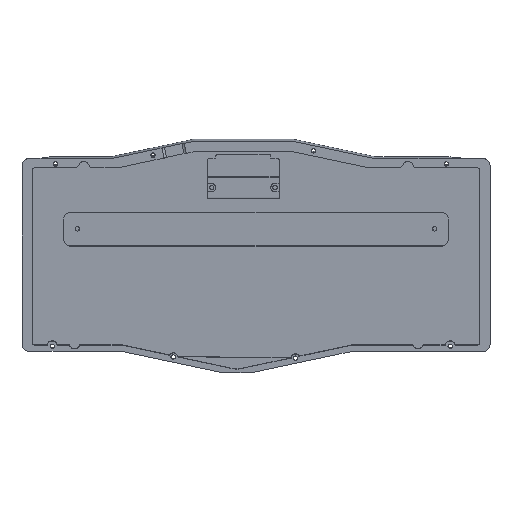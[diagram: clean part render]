
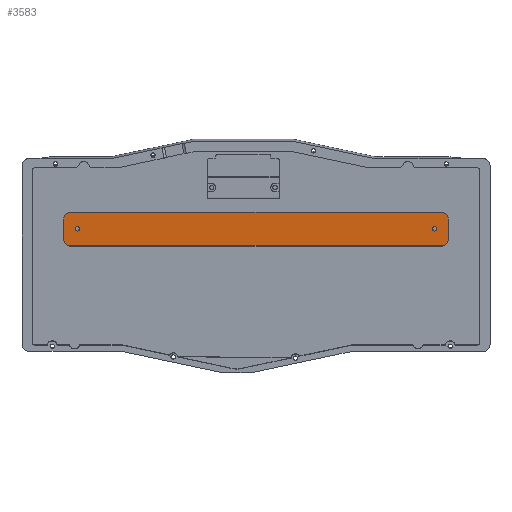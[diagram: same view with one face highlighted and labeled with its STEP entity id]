
A CAD part, top view. The second image highlights one B-rep face of the part: STEP entity #3583.
In plain terms, the highlighted planar face has unit normal (0, -0.104, 0.995).
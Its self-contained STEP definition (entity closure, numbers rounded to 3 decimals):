
#87=FACE_BOUND('',#433,.T.);
#88=FACE_BOUND('',#434,.T.);
#121=PLANE('',#3808);
#225=FACE_OUTER_BOUND('',#432,.T.);
#432=EDGE_LOOP('',(#2409,#2410,#2411,#2412,#2413,#2414,#2415,#2416));
#433=EDGE_LOOP('',(#2417));
#434=EDGE_LOOP('',(#2418));
#671=LINE('',#5365,#997);
#676=LINE('',#5379,#1002);
#677=LINE('',#5381,#1003);
#678=LINE('',#5385,#1004);
#997=VECTOR('',#4221,10.);
#1002=VECTOR('',#4234,10.);
#1003=VECTOR('',#4235,10.);
#1004=VECTOR('',#4238,10.);
#1321=CIRCLE('',#3802,5.);
#1323=CIRCLE('',#3806,5.);
#1325=CIRCLE('',#3809,5.);
#1326=CIRCLE('',#3810,5.);
#1327=CIRCLE('',#3811,1.6);
#1328=CIRCLE('',#3812,1.6);
#1489=VERTEX_POINT('',#5355);
#1490=VERTEX_POINT('',#5356);
#1493=VERTEX_POINT('',#5364);
#1495=VERTEX_POINT('',#5370);
#1496=VERTEX_POINT('',#5371);
#1499=VERTEX_POINT('',#5380);
#1500=VERTEX_POINT('',#5382);
#1501=VERTEX_POINT('',#5384);
#1502=VERTEX_POINT('',#5387);
#1503=VERTEX_POINT('',#5389);
#1849=EDGE_CURVE('',#1489,#1490,#1321,.T.);
#1853=EDGE_CURVE('',#1489,#1493,#671,.T.);
#1856=EDGE_CURVE('',#1495,#1496,#1323,.T.);
#1860=EDGE_CURVE('',#1495,#1490,#676,.T.);
#1861=EDGE_CURVE('',#1499,#1496,#677,.T.);
#1862=EDGE_CURVE('',#1499,#1500,#1325,.T.);
#1863=EDGE_CURVE('',#1501,#1500,#678,.T.);
#1864=EDGE_CURVE('',#1501,#1493,#1326,.T.);
#1865=EDGE_CURVE('',#1502,#1502,#1327,.T.);
#1866=EDGE_CURVE('',#1503,#1503,#1328,.T.);
#2409=ORIENTED_EDGE('',*,*,#1849,.T.);
#2410=ORIENTED_EDGE('',*,*,#1860,.F.);
#2411=ORIENTED_EDGE('',*,*,#1856,.T.);
#2412=ORIENTED_EDGE('',*,*,#1861,.F.);
#2413=ORIENTED_EDGE('',*,*,#1862,.T.);
#2414=ORIENTED_EDGE('',*,*,#1863,.F.);
#2415=ORIENTED_EDGE('',*,*,#1864,.T.);
#2416=ORIENTED_EDGE('',*,*,#1853,.F.);
#2417=ORIENTED_EDGE('',*,*,#1865,.T.);
#2418=ORIENTED_EDGE('',*,*,#1866,.T.);
#3583=ADVANCED_FACE('',(#225,#87,#88),#121,.F.);
#3802=AXIS2_PLACEMENT_3D('',#5357,#4213,#4214);
#3806=AXIS2_PLACEMENT_3D('',#5372,#4226,#4227);
#3808=AXIS2_PLACEMENT_3D('',#5378,#4232,#4233);
#3809=AXIS2_PLACEMENT_3D('',#5383,#4236,#4237);
#3810=AXIS2_PLACEMENT_3D('',#5386,#4239,#4240);
#3811=AXIS2_PLACEMENT_3D('',#5388,#4241,#4242);
#3812=AXIS2_PLACEMENT_3D('',#5390,#4243,#4244);
#4213=DIRECTION('center_axis',(0.,-0.105,0.995));
#4214=DIRECTION('ref_axis',(0.707,-0.703,-0.074));
#4221=DIRECTION('',(-1.,0.,0.));
#4226=DIRECTION('center_axis',(0.,-0.105,0.995));
#4227=DIRECTION('ref_axis',(0.707,0.703,0.074));
#4232=DIRECTION('center_axis',(0.,0.105,-0.995));
#4233=DIRECTION('ref_axis',(-1.,0.,0.));
#4234=DIRECTION('',(0.,-0.995,-0.105));
#4235=DIRECTION('',(1.,0.,0.));
#4236=DIRECTION('center_axis',(0.,-0.105,0.995));
#4237=DIRECTION('ref_axis',(-0.707,0.703,0.074));
#4238=DIRECTION('',(0.,0.995,0.105));
#4239=DIRECTION('center_axis',(0.,-0.105,0.995));
#4240=DIRECTION('ref_axis',(-0.707,-0.703,-0.074));
#4241=DIRECTION('center_axis',(0.,0.105,-0.995));
#4242=DIRECTION('ref_axis',(1.,0.,0.));
#4243=DIRECTION('center_axis',(0.,0.105,-0.995));
#4244=DIRECTION('ref_axis',(1.,0.,0.));
#5355=CARTESIAN_POINT('',(313.107,-71.671,13.074));
#5356=CARTESIAN_POINT('',(318.107,-66.699,13.596));
#5357=CARTESIAN_POINT('Origin',(313.107,-66.699,13.596));
#5364=CARTESIAN_POINT('',(43.107,-71.671,13.074));
#5365=CARTESIAN_POINT('',(38.107,-71.671,13.074));
#5370=CARTESIAN_POINT('',(318.107,-51.781,15.164));
#5371=CARTESIAN_POINT('',(313.107,-46.808,15.687));
#5372=CARTESIAN_POINT('Origin',(313.107,-51.781,15.164));
#5378=CARTESIAN_POINT('Origin',(178.107,-77.51,12.46));
#5379=CARTESIAN_POINT('',(318.107,-71.671,13.074));
#5380=CARTESIAN_POINT('',(43.107,-46.808,15.687));
#5381=CARTESIAN_POINT('',(318.107,-46.808,15.687));
#5382=CARTESIAN_POINT('',(38.107,-51.781,15.164));
#5383=CARTESIAN_POINT('Origin',(43.107,-51.781,15.164));
#5384=CARTESIAN_POINT('',(38.107,-66.699,13.596));
#5385=CARTESIAN_POINT('',(38.107,-46.808,15.687));
#5386=CARTESIAN_POINT('Origin',(43.107,-66.699,13.596));
#5387=CARTESIAN_POINT('',(306.507,-59.24,14.38));
#5388=CARTESIAN_POINT('Origin',(308.107,-59.24,14.38));
#5389=CARTESIAN_POINT('',(46.507,-59.24,14.38));
#5390=CARTESIAN_POINT('Origin',(48.107,-59.24,14.38));
